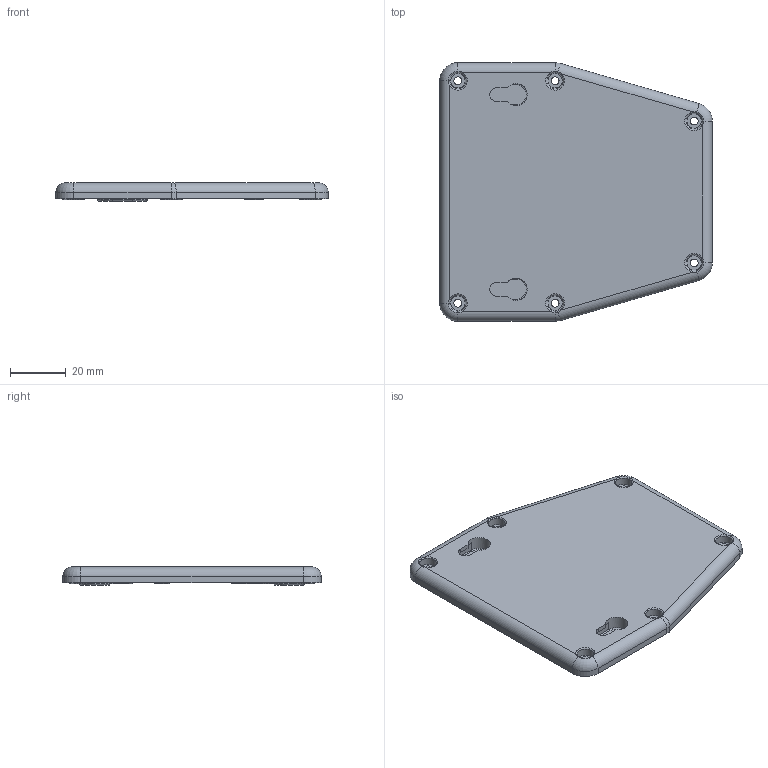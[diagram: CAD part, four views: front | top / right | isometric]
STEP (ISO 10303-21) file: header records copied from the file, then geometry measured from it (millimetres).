
FILE_DESCRIPTION(/* description */ ('Unknown'),/* implementation_level */ '2;1');
FILE_NAME(/* name */ 'ZadniKryt',/* time_stamp */ '2021-05-06T17:34:38+02:00',/* author */ ('Unknown'),/* organization */ ('Unknown'),/* preprocessor_version */ 'ST-DEVELOPER v16.7',/* originating_system */ 'Solid Edge',/* authorisation */ 'Unknown');
FILE_SCHEMA (('AUTOMOTIVE_DESIGN {1 0 10303 214 3 1 1}'));
Length unit declared in the file: millimetre
Products named in the file (1): ZadniKryt
Bounding box: 98 x 93 x 6.5 mm (x, y, z)
Volume: 15439.4 mm3; surface area: 21388.9 mm2
Topology: 1 solids, 1 shells, 444 faces, 1098 edges, 680 vertices
Faces by surface type: plane 180, cylinder 138, torus 100, bspline 26
Full cylindrical faces by diameter (mm): 2.1 x4, 2.8 x10, 5 x6, 5.6 x4, 6 x6, 8 x6
Entity records: 13017 total; most frequent: CARTESIAN_POINT 2866, DIRECTION 2178, ORIENTED_EDGE 2004, EDGE_CURVE 1002, AXIS2_PLACEMENT_3D 869, VERTEX_POINT 656, EDGE_LOOP 552, FACE_BOUND 552
